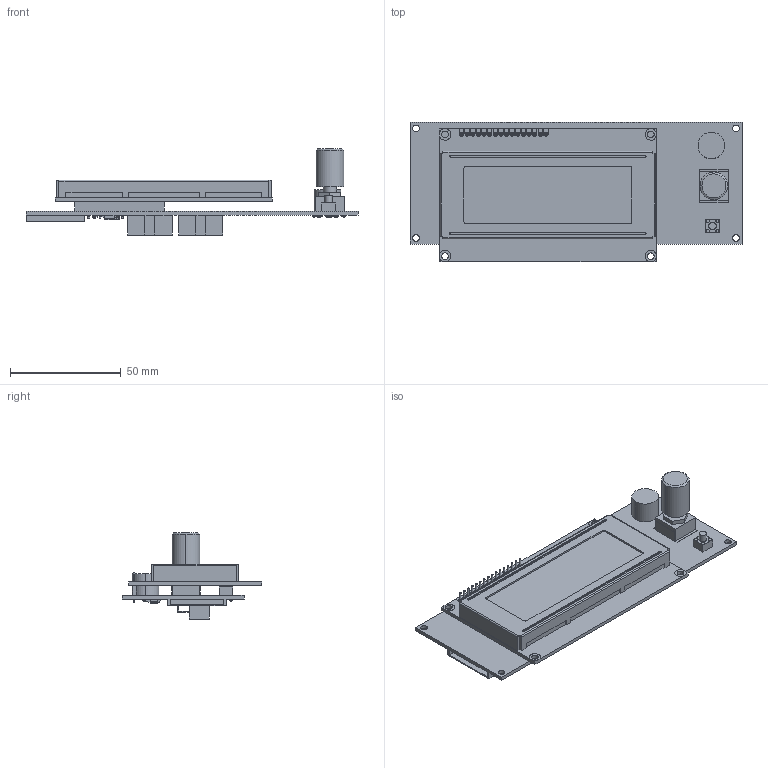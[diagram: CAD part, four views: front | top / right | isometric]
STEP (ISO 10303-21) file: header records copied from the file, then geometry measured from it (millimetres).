
FILE_DESCRIPTION (( 'STEP AP203' ), '1' );
FILE_NAME ('Ramps 1.4 2004 LCD PRUSA.STEP', '2015-05-02T09:11:53', ( '' ), ( '' ), 'SwSTEP 2.0', 'SolidWorks 2014', '' );
FILE_SCHEMA (( 'CONFIG_CONTROL_DESIGN' ));
Length unit declared in the file: millimetre
Products named in the file (1): Ramps 1.4 2004 LCD PRUSA
Bounding box: 150 x 63 x 38.9 mm (x, y, z)
Volume: 61200.6 mm3; surface area: 37650.5 mm2
Topology: 1 solids, 1 shells, 765 faces, 1958 edges, 1270 vertices
Faces by surface type: plane 493, cylinder 172, torus 72, cone 28
Entity records: 23227 total; most frequent: DIRECTION 4004, CARTESIAN_POINT 3994, ORIENTED_EDGE 3916, EDGE_CURVE 1958, VECTOR 1444, LINE 1444, AXIS2_PLACEMENT_3D 1280, VERTEX_POINT 1270
